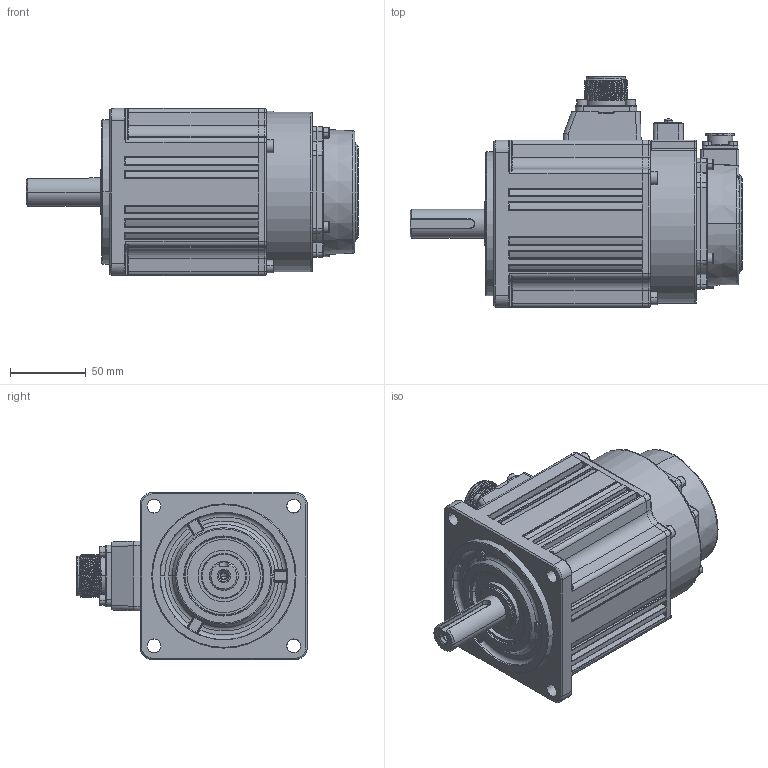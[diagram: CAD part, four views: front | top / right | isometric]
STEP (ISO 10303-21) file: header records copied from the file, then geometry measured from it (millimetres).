
FILE_DESCRIPTION (( 'STEP AP203' ), '1' );
FILE_NAME ('MS6G-110CS(CM)30BZ2-2(4)1P8.STEP', '2025-11-20T09:00:17', ( '' ), ( '' ), 'SwSTEP 2.0', 'SolidWorks 2022', '' );
FILE_SCHEMA (( 'CONFIG_CONTROL_DESIGN' ));
Length unit declared in the file: millimetre
Products named in the file (1): MS6G-110CS(CM)30BZ2-2(4)1P8
Bounding box: 218.5 x 151.9 x 110 mm (x, y, z)
Volume: 1629080.6 mm3; surface area: 115694.4 mm2
Topology: 1 solids, 1 shells, 1583 faces, 3965 edges, 2408 vertices
Faces by surface type: plane 565, cylinder 463, bspline 294, torus 153, cone 65, sphere 43
Entity records: 58137 total; most frequent: CARTESIAN_POINT 23095, ORIENTED_EDGE 7818, DIRECTION 6628, EDGE_CURVE 3909, AXIS2_PLACEMENT_3D 2463, VERTEX_POINT 2398, VECTOR 1702, LINE 1702
